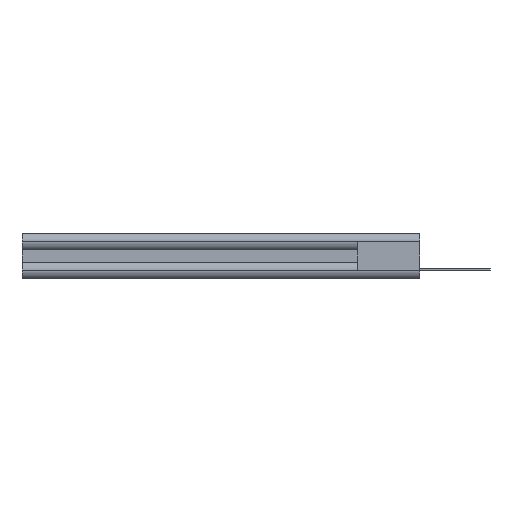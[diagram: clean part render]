
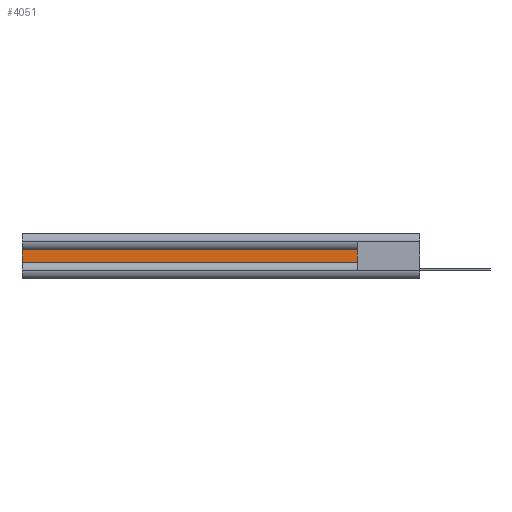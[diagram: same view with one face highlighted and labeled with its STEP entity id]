
A CAD part, left-side view. The second image highlights one B-rep face of the part: STEP entity #4051.
In plain terms, the highlighted planar face has unit normal (-1, 0, 0).
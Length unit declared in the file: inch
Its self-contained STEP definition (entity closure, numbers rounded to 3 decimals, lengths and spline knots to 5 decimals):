
#128 = FACE_OUTER_BOUND ( 'NONE', #9539, .T. ) ;
#979 = VERTEX_POINT ( 'NONE', #20727 ) ;
#1127 = DIRECTION ( 'NONE',  ( 0., 0., -1. ) ) ;
#1296 = DIRECTION ( 'NONE',  ( 0., 0., -1. ) ) ;
#1566 = DIRECTION ( 'NONE',  ( 0., 1., 0. ) ) ;
#1787 = VERTEX_POINT ( 'NONE', #4380 ) ;
#2098 = VECTOR ( 'NONE', #1127, 39.37008 ) ;
#2943 = EDGE_CURVE ( 'NONE', #979, #20302, #19478, .T. ) ;
#3144 = EDGE_CURVE ( 'NONE', #4261, #20302, #14727, .T. ) ;
#3219 = VECTOR ( 'NONE', #1566, 39.37008 ) ;
#3438 = DIRECTION ( 'NONE',  ( 0., 1., 0. ) ) ;
#3461 = ORIENTED_EDGE ( 'NONE', *, *, #14314, .F. ) ;
#4051 = ADVANCED_FACE ( 'NONE', ( #128 ), #16418, .F. ) ;
#4261 = VERTEX_POINT ( 'NONE', #8594 ) ;
#4380 = CARTESIAN_POINT ( 'NONE',  ( 0.044, 0.473, 0.0465 ) ) ;
#4814 = LINE ( 'NONE', #11491, #13763 ) ;
#6251 = CARTESIAN_POINT ( 'NONE',  ( 0.044, 0.37012, -0.0465 ) ) ;
#6429 = DIRECTION ( 'NONE',  ( 0., 0., -1. ) ) ;
#7018 = ORIENTED_EDGE ( 'NONE', *, *, #3144, .F. ) ;
#8227 = LINE ( 'NONE', #11701, #3219 ) ;
#8594 = CARTESIAN_POINT ( 'NONE',  ( 0.044, 0.473, -0.0465 ) ) ;
#9539 = EDGE_LOOP ( 'NONE', ( #16870, #15511, #7018, #3461 ) ) ;
#9652 = AXIS2_PLACEMENT_3D ( 'NONE', #6251, #11465, #1296 ) ;
#11465 = DIRECTION ( 'NONE',  ( 1., 0., 0. ) ) ;
#11491 = CARTESIAN_POINT ( 'NONE',  ( 0.044, 0.473, -0.0465 ) ) ;
#11701 = CARTESIAN_POINT ( 'NONE',  ( 0.044, 0.37012, 0.0465 ) ) ;
#12505 = CARTESIAN_POINT ( 'NONE',  ( 0.044, 3., -0.0465 ) ) ;
#12967 = CARTESIAN_POINT ( 'NONE',  ( 0.044, 3., -0.0465 ) ) ;
#13541 = CARTESIAN_POINT ( 'NONE',  ( 0.044, 0.37012, -0.0465 ) ) ;
#13763 = VECTOR ( 'NONE', #6429, 39.37008 ) ;
#14186 = VECTOR ( 'NONE', #3438, 39.37008 ) ;
#14314 = EDGE_CURVE ( 'NONE', #1787, #4261, #4814, .T. ) ;
#14371 = EDGE_CURVE ( 'NONE', #1787, #979, #8227, .T. ) ;
#14727 = LINE ( 'NONE', #13541, #14186 ) ;
#15511 = ORIENTED_EDGE ( 'NONE', *, *, #2943, .T. ) ;
#16418 = PLANE ( 'NONE',  #9652 ) ;
#16870 = ORIENTED_EDGE ( 'NONE', *, *, #14371, .T. ) ;
#19478 = LINE ( 'NONE', #12967, #2098 ) ;
#20302 = VERTEX_POINT ( 'NONE', #12505 ) ;
#20727 = CARTESIAN_POINT ( 'NONE',  ( 0.044, 3., 0.0465 ) ) ;
